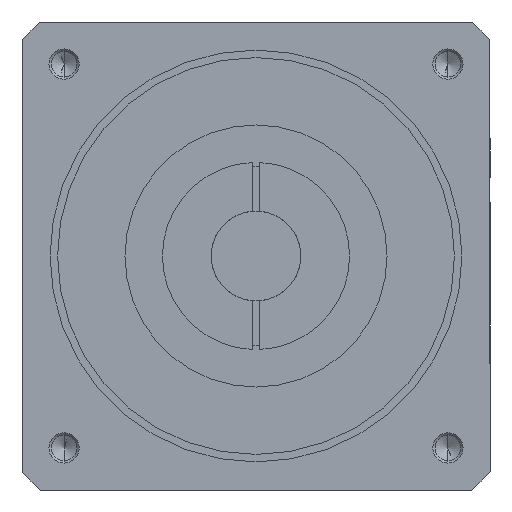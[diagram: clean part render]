
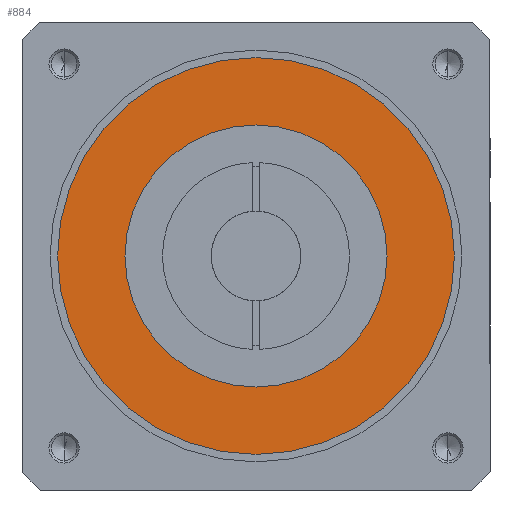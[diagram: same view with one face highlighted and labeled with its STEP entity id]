
A CAD part, front view. The second image highlights one B-rep face of the part: STEP entity #884.
In plain terms, the highlighted planar face has unit normal (0, -1, 0).
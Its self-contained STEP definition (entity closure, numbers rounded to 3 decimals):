
#137 = CARTESIAN_POINT ( 'NONE',  ( 0., 43.5, 35. ) ) ;
#188 = CARTESIAN_POINT ( 'NONE',  ( 0., 43.5, -35. ) ) ;
#449 = CARTESIAN_POINT ( 'NONE',  ( 0., 43.5, 0. ) ) ;
#763 = ORIENTED_EDGE ( 'NONE', *, *, #4267, .T. ) ;
#771 = DIRECTION ( 'NONE',  ( 0., 0., 1. ) ) ;
#842 = CIRCLE ( 'NONE', #1834, 53. ) ;
#884 = ADVANCED_FACE ( 'NONE', ( #2703, #3565 ), #1547, .T. ) ;
#996 = CARTESIAN_POINT ( 'NONE',  ( 0., 43.5, 53. ) ) ;
#1088 = CARTESIAN_POINT ( 'NONE',  ( 0., 43.5, 0. ) ) ;
#1244 = ORIENTED_EDGE ( 'NONE', *, *, #2068, .F. ) ;
#1432 = DIRECTION ( 'NONE',  ( 0., 0., 1. ) ) ;
#1547 = PLANE ( 'NONE',  #4013 ) ;
#1775 = CARTESIAN_POINT ( 'NONE',  ( 0., 43.5, 0. ) ) ;
#1779 = EDGE_CURVE ( 'NONE', #3318, #2804, #2733, .T. ) ;
#1834 = AXIS2_PLACEMENT_3D ( 'NONE', #1775, #1924, #3622 ) ;
#1875 = EDGE_LOOP ( 'NONE', ( #2251, #763 ) ) ;
#1879 = ORIENTED_EDGE ( 'NONE', *, *, #1779, .F. ) ;
#1924 = DIRECTION ( 'NONE',  ( 0., 1., 0. ) ) ;
#2068 = EDGE_CURVE ( 'NONE', #2804, #3318, #842, .T. ) ;
#2251 = ORIENTED_EDGE ( 'NONE', *, *, #3419, .T. ) ;
#2264 = AXIS2_PLACEMENT_3D ( 'NONE', #1088, #3402, #1432 ) ;
#2270 = AXIS2_PLACEMENT_3D ( 'NONE', #449, #2782, #771 ) ;
#2416 = CARTESIAN_POINT ( 'NONE',  ( 0., 43.5, 0. ) ) ;
#2618 = CIRCLE ( 'NONE', #2264, 35. ) ;
#2671 = EDGE_LOOP ( 'NONE', ( #1879, #1244 ) ) ;
#2703 = FACE_BOUND ( 'NONE', #1875, .T. ) ;
#2733 = CIRCLE ( 'NONE', #2800, 53. ) ;
#2737 = DIRECTION ( 'NONE',  ( 0., 1., 0. ) ) ;
#2751 = DIRECTION ( 'NONE',  ( 0., 0., 1. ) ) ;
#2782 = DIRECTION ( 'NONE',  ( 0., 1., 0. ) ) ;
#2800 = AXIS2_PLACEMENT_3D ( 'NONE', #2416, #2737, #2751 ) ;
#2804 = VERTEX_POINT ( 'NONE', #3795 ) ;
#2990 = CIRCLE ( 'NONE', #2270, 35. ) ;
#3177 = DIRECTION ( 'NONE',  ( 0., -1., 0. ) ) ;
#3211 = DIRECTION ( 'NONE',  ( 0., 0., -1. ) ) ;
#3318 = VERTEX_POINT ( 'NONE', #996 ) ;
#3402 = DIRECTION ( 'NONE',  ( 0., 1., 0. ) ) ;
#3419 = EDGE_CURVE ( 'NONE', #3763, #3595, #2618, .T. ) ;
#3565 = FACE_OUTER_BOUND ( 'NONE', #2671, .T. ) ;
#3595 = VERTEX_POINT ( 'NONE', #188 ) ;
#3622 = DIRECTION ( 'NONE',  ( 0., 0., 1. ) ) ;
#3763 = VERTEX_POINT ( 'NONE', #137 ) ;
#3795 = CARTESIAN_POINT ( 'NONE',  ( 0., 43.5, -53. ) ) ;
#4013 = AXIS2_PLACEMENT_3D ( 'NONE', #4150, #3177, #3211 ) ;
#4150 = CARTESIAN_POINT ( 'NONE',  ( 35., 43.5, 0. ) ) ;
#4267 = EDGE_CURVE ( 'NONE', #3595, #3763, #2990, .T. ) ;
